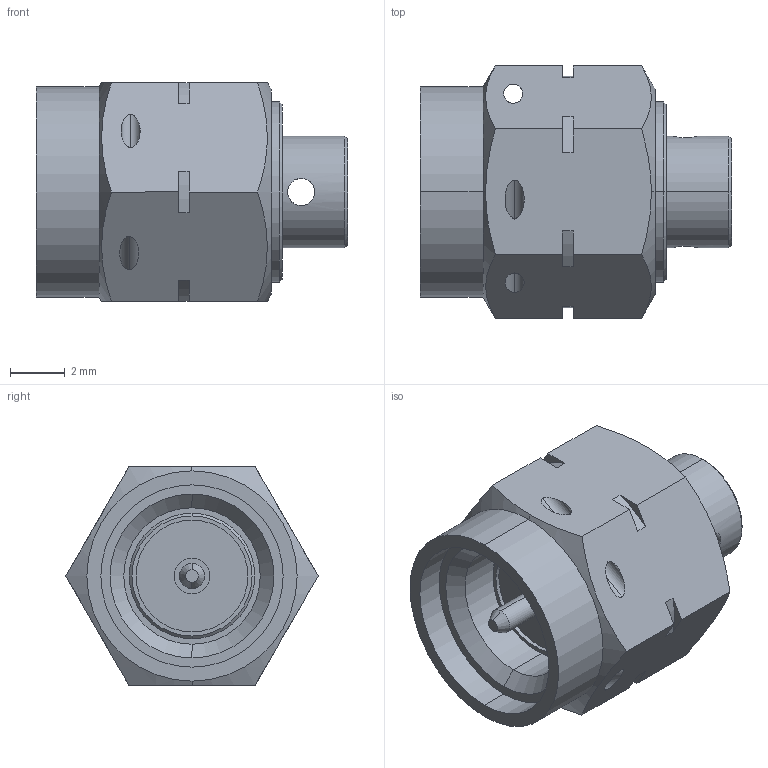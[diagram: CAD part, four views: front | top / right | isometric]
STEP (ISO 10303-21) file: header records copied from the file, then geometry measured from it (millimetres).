
FILE_DESCRIPTION (( 'STEP AP214' ), '1' );
FILE_NAME ('!ÔÈÌÄ.434521.007-04 Âèëêà êàáåëüíàÿ ïðÿìàÿ.STEP', '2024-07-31T07:06:19', ( '' ), ( '' ), 'SwSTEP 2.0', 'SolidWorks 2018', '' );
FILE_SCHEMA (( 'AUTOMOTIVE_DESIGN' ));
Length unit declared in the file: millimetre
Products named in the file (2): !ÔÈÌÄ.434521.007-04 Âèëêà êàáåëüíàÿ ïðÿìàÿ; Äåòàëü21^ÔÈÌÄ.434521.007 Âèëêà êàáåëüíàÿ ïðÿìàÿ
Assembly tree (1 placements, depth 2):
  !ÔÈÌÄ.434521.007-04 Âèëêà êàáåëüíàÿ ïðÿìàÿ
    Äåòàëü21^ÔÈÌÄ.434521.007 Âèëêà êàáåëüíàÿ ïðÿìàÿ
Bounding box: 11.4 x 9.24 x 8 mm (x, y, z)
Volume: 375.4 mm3; surface area: 699.1 mm2
Topology: 1 solids, 2 shells, 124 faces, 292 edges, 186 vertices
Faces by surface type: cylinder 57, plane 35, cone 26, sphere 6
Entity records: 3872 total; most frequent: CARTESIAN_POINT 914, DIRECTION 618, ORIENTED_EDGE 580, EDGE_CURVE 290, AXIS2_PLACEMENT_3D 246, VERTEX_POINT 186, EDGE_LOOP 152, VECTOR 126
